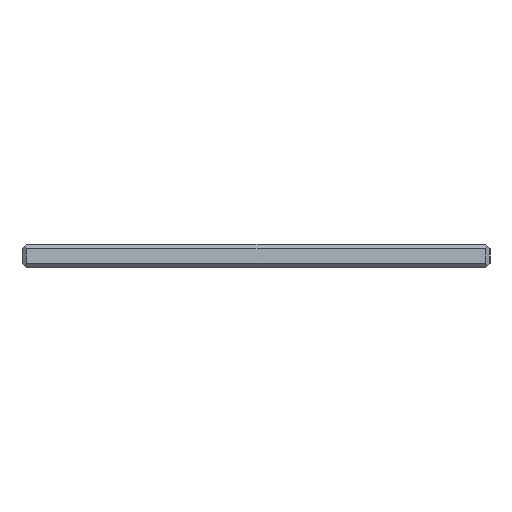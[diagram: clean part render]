
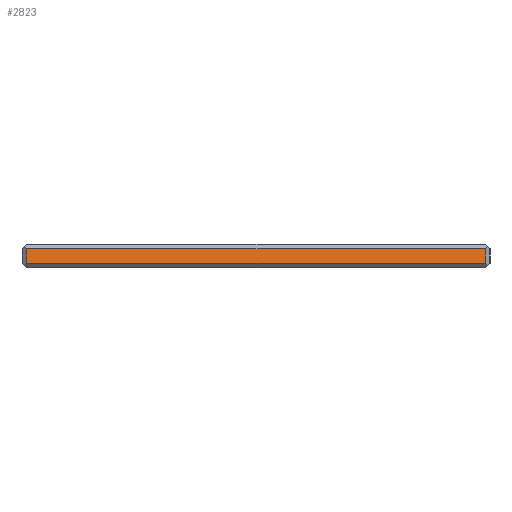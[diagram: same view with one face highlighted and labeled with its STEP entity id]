
A CAD part, left-side view. The second image highlights one B-rep face of the part: STEP entity #2823.
In plain terms, the highlighted planar face has unit normal (-0.966, -0.259, 0).
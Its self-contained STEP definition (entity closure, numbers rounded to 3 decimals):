
#430=DIRECTION('',(0.,0.,1.));
#431=VECTOR('',#430,3.);
#432=CARTESIAN_POINT('',(-272.09,-299.466,-294.));
#433=LINE('',#432,#431);
#890=DIRECTION('',(-0.259,0.966,0.));
#891=VECTOR('',#890,101.528);
#892=CARTESIAN_POINT('',(-245.812,-397.534,-294.));
#893=LINE('',#892,#891);
#925=DIRECTION('',(0.,0.,-1.));
#926=VECTOR('',#925,3.);
#927=CARTESIAN_POINT('',(-245.812,-397.534,-291.));
#928=LINE('',#927,#926);
#960=DIRECTION('',(0.259,-0.966,0.));
#961=VECTOR('',#960,101.528);
#962=CARTESIAN_POINT('',(-272.09,-299.466,-291.));
#963=LINE('',#962,#961);
#1781=CARTESIAN_POINT('',(-272.09,-299.466,-291.));
#1782=CARTESIAN_POINT('',(-245.812,-397.534,-291.));
#1783=VERTEX_POINT('',#1781);
#1784=VERTEX_POINT('',#1782);
#1785=CARTESIAN_POINT('',(-272.09,-299.466,-294.));
#1786=VERTEX_POINT('',#1785);
#1787=CARTESIAN_POINT('',(-245.812,-397.534,-294.));
#1788=VERTEX_POINT('',#1787);
#2812=CARTESIAN_POINT('',(-228.,-464.01,-168.));
#2813=DIRECTION('',(-0.966,-0.259,0.));
#2814=DIRECTION('',(0.259,-0.966,0.));
#2815=AXIS2_PLACEMENT_3D('',#2812,#2813,#2814);
#2816=PLANE('',#2815);
#2817=ORIENTED_EDGE('',*,*,#2621,.T.);
#2818=ORIENTED_EDGE('',*,*,#2598,.T.);
#2819=ORIENTED_EDGE('',*,*,#2572,.T.);
#2820=ORIENTED_EDGE('',*,*,#2184,.T.);
#2821=EDGE_LOOP('',(#2817,#2818,#2819,#2820));
#2822=FACE_OUTER_BOUND('',#2821,.F.);
#2184=EDGE_CURVE('',#1786,#1783,#433,.T.);
#2572=EDGE_CURVE('',#1788,#1786,#893,.T.);
#2598=EDGE_CURVE('',#1784,#1788,#928,.T.);
#2621=EDGE_CURVE('',#1783,#1784,#963,.T.);
#2823=ADVANCED_FACE('',(#2822),#2816,.T.);
